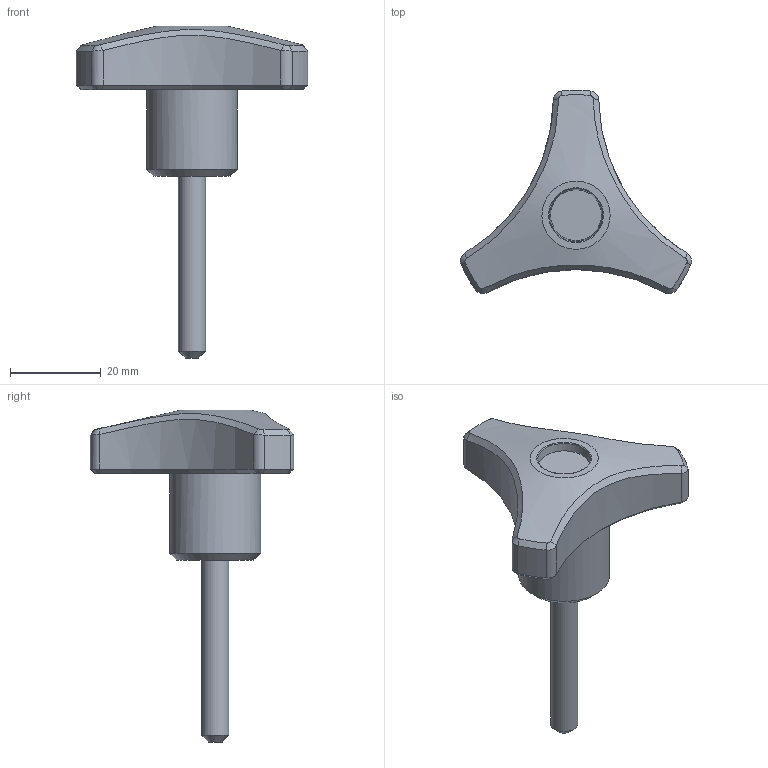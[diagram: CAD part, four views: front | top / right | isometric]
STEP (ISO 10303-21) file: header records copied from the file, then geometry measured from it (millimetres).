
FILE_DESCRIPTION( ( 'Unknown' ), '1' );
FILE_NAME( '7383175_V3_55P_M06x40.stp', 'Unknown', ( 'Unknown' ), ( 'Unknown' ), 'PSStep 11.0', 'Unknown', ' ' );
FILE_SCHEMA( ( 'AUTOMOTIVE_DESIGN { 1 0 10303 214 1 1 1 1 }' ) );
Length unit declared in the file: millimetre
Products named in the file (1): 1
Bounding box: 50.85 x 44.73 x 73 mm (x, y, z)
Volume: 16475.8 mm3; surface area: 7030.4 mm2
Topology: 1 solids, 1 shells, 69 faces, 161 edges, 97 vertices
Faces by surface type: cylinder 23, cone 19, torus 10, bspline 9, plane 8
Full cylindrical faces by diameter (mm): 6 x1, 20 x1
Entity records: 2969 total; most frequent: CARTESIAN_POINT 919, DIRECTION 314, ORIENTED_EDGE 300, EDGE_CURVE 150, AXIS2_PLACEMENT_3D 139, VERTEX_POINT 93, EDGE_LOOP 79, CIRCLE 78
